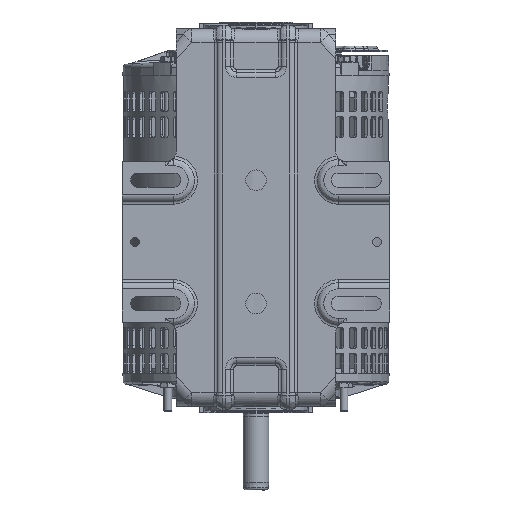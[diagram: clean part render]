
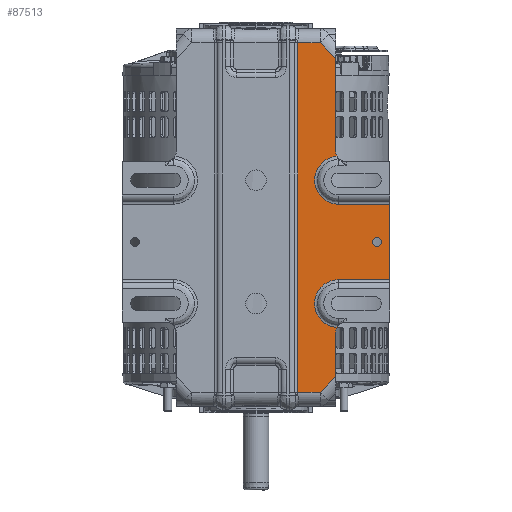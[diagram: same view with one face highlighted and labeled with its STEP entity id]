
A CAD part, front view. The second image highlights one B-rep face of the part: STEP entity #87513.
In plain terms, the highlighted planar face has unit normal (0, -1, 0).
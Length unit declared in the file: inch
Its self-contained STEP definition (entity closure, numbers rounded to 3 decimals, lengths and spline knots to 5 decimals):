
#1165 = VERTEX_POINT ( 'NONE', #63795 ) ;
#2565 = DIRECTION ( 'NONE',  ( 0., 1., 0. ) ) ;
#8063 = ORIENTED_EDGE ( 'NONE', *, *, #29306, .T. ) ;
#8148 = AXIS2_PLACEMENT_3D ( 'NONE', #219117, #185490, #29730 ) ;
#11163 = EDGE_CURVE ( 'NONE', #71329, #127533, #71651, .T. ) ;
#11475 = VERTEX_POINT ( 'NONE', #162810 ) ;
#13415 = CARTESIAN_POINT ( 'NONE',  ( 1.94, -3.378, 11.22699 ) ) ;
#13714 = DIRECTION ( 'NONE',  ( 0., 0., 1. ) ) ;
#14418 =( BOUNDED_CURVE ( )  B_SPLINE_CURVE ( 3, ( #128835, #26237, #196961, #74278 ),
 .UNSPECIFIED., .F., .F. ) 
 B_SPLINE_CURVE_WITH_KNOTS ( ( 4, 4 ),
 ( 0., 1. ),
 .UNSPECIFIED. ) 
 CURVE ( )  GEOMETRIC_REPRESENTATION_ITEM ( )  RATIONAL_B_SPLINE_CURVE ( ( 1., 0.353, 0.353, 1. ) ) 
 REPRESENTATION_ITEM ( '' )  );
#17807 = ORIENTED_EDGE ( 'NONE', *, *, #189798, .F. ) ;
#20252 = DIRECTION ( 'NONE',  ( 0., 0., 1. ) ) ;
#25388 = CARTESIAN_POINT ( 'NONE',  ( 3.25, -3.378, 11.606 ) ) ;
#25678 = DIRECTION ( 'NONE',  ( 0., 1., 0. ) ) ;
#26237 = CARTESIAN_POINT ( 'NONE',  ( 0.90858, -3.378, 5.84473 ) ) ;
#26419 = CARTESIAN_POINT ( 'NONE',  ( 1.01374, -3.378, 3.106 ) ) ;
#26776 = EDGE_CURVE ( 'NONE', #11475, #201452, #100974, .T. ) ;
#27865 = LINE ( 'NONE', #54710, #204711 ) ;
#29306 = EDGE_CURVE ( 'NONE', #217335, #180671, #27865, .T. ) ;
#29730 = DIRECTION ( 'NONE',  ( 0., 0., 1. ) ) ;
#32164 = DIRECTION ( 'NONE',  ( 0., 1., 0. ) ) ;
#32732 = VECTOR ( 'NONE', #125090, 39.37008 ) ;
#38249 = LINE ( 'NONE', #52391, #40854 ) ;
#40854 = VECTOR ( 'NONE', #172302, 39.37008 ) ;
#41635 = CIRCLE ( 'NONE', #132508, 0.25 ) ;
#42694 = EDGE_CURVE ( 'NONE', #44996, #141094, #184112, .T. ) ;
#42764 = CARTESIAN_POINT ( 'NONE',  ( 1.94, -3.378, 3.48501 ) ) ;
#44996 = VERTEX_POINT ( 'NONE', #200506 ) ;
#49637 = CARTESIAN_POINT ( 'NONE',  ( 1.94, -3.378, 12.04 ) ) ;
#52008 = CIRCLE ( 'NONE', #8148, 0.109 ) ;
#52391 = CARTESIAN_POINT ( 'NONE',  ( 3.25, -3.378, 3.106 ) ) ;
#54710 = CARTESIAN_POINT ( 'NONE',  ( 1.94, -3.378, 2.672 ) ) ;
#55893 = VERTEX_POINT ( 'NONE', #193650 ) ;
#57926 = CARTESIAN_POINT ( 'NONE',  ( 2.19, -3.378, 8.964 ) ) ;
#59391 = LINE ( 'NONE', #176064, #32732 ) ;
#62275 = CARTESIAN_POINT ( 'NONE',  ( 1.97084, -3.378, 4.68428 ) ) ;
#63795 = CARTESIAN_POINT ( 'NONE',  ( 1.97084, -3.378, 8.84372 ) ) ;
#70180 = VERTEX_POINT ( 'NONE', #181166 ) ;
#70816 = DIRECTION ( 'NONE',  ( 0., 0., 1. ) ) ;
#71329 = VERTEX_POINT ( 'NONE', #205413 ) ;
#71651 = CIRCLE ( 'NONE', #136895, 0.109 ) ;
#72668 = CARTESIAN_POINT ( 'NONE',  ( 1.97084, -3.378, 8.84372 ) ) ;
#74278 = CARTESIAN_POINT ( 'NONE',  ( 1.97084, -3.378, 4.68428 ) ) ;
#74934 = EDGE_CURVE ( 'NONE', #1165, #194513, #128973, .T. ) ;
#75543 = ORIENTED_EDGE ( 'NONE', *, *, #11163, .T. ) ;
#76239 = EDGE_CURVE ( 'NONE', #1165, #44996, #41635, .T. ) ;
#79163 = VECTOR ( 'NONE', #119228, 39.37008 ) ;
#80492 = EDGE_CURVE ( 'NONE', #194513, #178877, #102303, .T. ) ;
#81160 = PLANE ( 'NONE',  #206725 ) ;
#84662 = ORIENTED_EDGE ( 'NONE', *, *, #26776, .F. ) ;
#85877 = VECTOR ( 'NONE', #110635, 39.37008 ) ;
#87513 = ADVANCED_FACE ( 'NONE', ( #131377, #96649 ), #81160, .F. ) ;
#90214 = VECTOR ( 'NONE', #95139, 39.37008 ) ;
#91442 = ORIENTED_EDGE ( 'NONE', *, *, #42694, .T. ) ;
#91573 = VECTOR ( 'NONE', #178453, 39.37008 ) ;
#95139 = DIRECTION ( 'NONE',  ( 1., 0., 0. ) ) ;
#96649 = FACE_BOUND ( 'NONE', #210410, .T. ) ;
#97928 = ORIENTED_EDGE ( 'NONE', *, *, #76239, .T. ) ;
#100600 = DIRECTION ( 'NONE',  ( 0., 0., 1. ) ) ;
#100974 = LINE ( 'NONE', #25388, #90214 ) ;
#101180 = ORIENTED_EDGE ( 'NONE', *, *, #74934, .F. ) ;
#102303 = LINE ( 'NONE', #212124, #91573 ) ;
#102617 = DIRECTION ( 'NONE',  ( -1., 0., 0. ) ) ;
#106021 = CARTESIAN_POINT ( 'NONE',  ( 2.94, -3.378, 6.764 ) ) ;
#109542 = CARTESIAN_POINT ( 'NONE',  ( 2.94, -3.378, 6.655 ) ) ;
#110635 = DIRECTION ( 'NONE',  ( 0., 0., -1. ) ) ;
#114616 = CARTESIAN_POINT ( 'NONE',  ( 1.94, -3.378, 3.48501 ) ) ;
#115277 = EDGE_CURVE ( 'NONE', #178877, #70180, #191514, .T. ) ;
#116361 = ORIENTED_EDGE ( 'NONE', *, *, #134949, .F. ) ;
#119228 = DIRECTION ( 'NONE',  ( 0., 0., -1. ) ) ;
#120020 = ORIENTED_EDGE ( 'NONE', *, *, #204159, .F. ) ;
#125090 = DIRECTION ( 'NONE',  ( 0.707, 0., -0.707 ) ) ;
#125767 = CARTESIAN_POINT ( 'NONE',  ( 1.56099, -3.378, 11.606 ) ) ;
#127050 = CARTESIAN_POINT ( 'NONE',  ( 2.005, -3.378, 7.68327 ) ) ;
#127533 = VERTEX_POINT ( 'NONE', #109542 ) ;
#128562 = CARTESIAN_POINT ( 'NONE',  ( 3.25, -3.378, 7.68327 ) ) ;
#128835 = CARTESIAN_POINT ( 'NONE',  ( 2.005, -3.378, 5.84473 ) ) ;
#128973 =( BOUNDED_CURVE ( )  B_SPLINE_CURVE ( 3, ( #72668, #210406, #211863, #158720 ),
 .UNSPECIFIED., .F., .F. ) 
 B_SPLINE_CURVE_WITH_KNOTS ( ( 4, 4 ),
 ( 0., 1. ),
 .UNSPECIFIED. ) 
 CURVE ( )  GEOMETRIC_REPRESENTATION_ITEM ( )  RATIONAL_B_SPLINE_CURVE ( ( 1., 0.353, 0.353, 1. ) ) 
 REPRESENTATION_ITEM ( '' )  );
#131377 = FACE_OUTER_BOUND ( 'NONE', #149867, .T. ) ;
#132508 = AXIS2_PLACEMENT_3D ( 'NONE', #57926, #25678, #177783 ) ;
#134949 = EDGE_CURVE ( 'NONE', #201452, #141094, #59391, .T. ) ;
#136548 = EDGE_CURVE ( 'NONE', #11475, #160114, #150025, .T. ) ;
#136895 = AXIS2_PLACEMENT_3D ( 'NONE', #106021, #2565, #70816 ) ;
#138476 = VECTOR ( 'NONE', #13714, 39.37008 ) ;
#141094 = VERTEX_POINT ( 'NONE', #13415 ) ;
#141096 = EDGE_CURVE ( 'NONE', #180671, #202079, #172876, .T. ) ;
#147886 = ORIENTED_EDGE ( 'NONE', *, *, #141096, .T. ) ;
#149004 = CARTESIAN_POINT ( 'NONE',  ( 2.19, -3.378, 4.564 ) ) ;
#149867 = EDGE_LOOP ( 'NONE', ( #214803, #17807, #162399, #8063, #147886, #193551, #120020, #161122, #159619, #101180, #97928, #91442, #116361, #84662 ) ) ;
#150025 = LINE ( 'NONE', #159270, #85877 ) ;
#151196 = CARTESIAN_POINT ( 'NONE',  ( 3.25, -3.378, 5.84473 ) ) ;
#152859 = CARTESIAN_POINT ( 'NONE',  ( 3.25, -3.378, 7.356 ) ) ;
#158334 = VECTOR ( 'NONE', #102617, 39.37008 ) ;
#158515 = AXIS2_PLACEMENT_3D ( 'NONE', #149004, #32164, #184263 ) ;
#158720 = CARTESIAN_POINT ( 'NONE',  ( 2.005, -3.378, 7.68327 ) ) ;
#159270 = CARTESIAN_POINT ( 'NONE',  ( 1.01374, -3.378, 11.856 ) ) ;
#159619 = ORIENTED_EDGE ( 'NONE', *, *, #80492, .F. ) ;
#160114 = VERTEX_POINT ( 'NONE', #26419 ) ;
#161122 = ORIENTED_EDGE ( 'NONE', *, *, #115277, .F. ) ;
#162399 = ORIENTED_EDGE ( 'NONE', *, *, #180821, .F. ) ;
#162810 = CARTESIAN_POINT ( 'NONE',  ( 1.01374, -3.378, 11.606 ) ) ;
#165512 = CARTESIAN_POINT ( 'NONE',  ( 1.94, -3.378, 4.564 ) ) ;
#166689 = EDGE_CURVE ( 'NONE', #127533, #71329, #52008, .T. ) ;
#167156 = VERTEX_POINT ( 'NONE', #176239 ) ;
#172302 = DIRECTION ( 'NONE',  ( -1., 0., 0. ) ) ;
#172876 = CIRCLE ( 'NONE', #158515, 0.25 ) ;
#176064 = CARTESIAN_POINT ( 'NONE',  ( 1.56099, -3.378, 11.606 ) ) ;
#176239 = CARTESIAN_POINT ( 'NONE',  ( 1.56099, -3.378, 3.106 ) ) ;
#177783 = DIRECTION ( 'NONE',  ( 0., 0., 1. ) ) ;
#178453 = DIRECTION ( 'NONE',  ( 1., 0., 0. ) ) ;
#178877 = VERTEX_POINT ( 'NONE', #128562 ) ;
#180671 = VERTEX_POINT ( 'NONE', #165512 ) ;
#180821 = EDGE_CURVE ( 'NONE', #217335, #167156, #207215, .T. ) ;
#181166 = CARTESIAN_POINT ( 'NONE',  ( 3.25, -3.378, 5.84473 ) ) ;
#181297 = DIRECTION ( 'NONE',  ( -0.707, 0., -0.707 ) ) ;
#182452 = LINE ( 'NONE', #151196, #158334 ) ;
#184112 = LINE ( 'NONE', #49637, #138476 ) ;
#184263 = DIRECTION ( 'NONE',  ( 0., 0., 1. ) ) ;
#185490 = DIRECTION ( 'NONE',  ( 0., 1., 0. ) ) ;
#188154 = DIRECTION ( 'NONE',  ( 0., 1., 0. ) ) ;
#189798 = EDGE_CURVE ( 'NONE', #167156, #160114, #38249, .T. ) ;
#191514 = LINE ( 'NONE', #152859, #79163 ) ;
#193551 = ORIENTED_EDGE ( 'NONE', *, *, #216325, .F. ) ;
#193650 = CARTESIAN_POINT ( 'NONE',  ( 2.005, -3.378, 5.84473 ) ) ;
#194513 = VERTEX_POINT ( 'NONE', #127050 ) ;
#196961 = CARTESIAN_POINT ( 'NONE',  ( 0.87632, -3.378, 4.74878 ) ) ;
#200506 = CARTESIAN_POINT ( 'NONE',  ( 1.94, -3.378, 8.964 ) ) ;
#201452 = VERTEX_POINT ( 'NONE', #125767 ) ;
#202079 = VERTEX_POINT ( 'NONE', #62275 ) ;
#204159 = EDGE_CURVE ( 'NONE', #70180, #55893, #182452, .T. ) ;
#204711 = VECTOR ( 'NONE', #20252, 39.37008 ) ;
#205413 = CARTESIAN_POINT ( 'NONE',  ( 2.94, -3.378, 6.873 ) ) ;
#206725 = AXIS2_PLACEMENT_3D ( 'NONE', #220272, #188154, #100600 ) ;
#207215 = LINE ( 'NONE', #114616, #217689 ) ;
#210240 = ORIENTED_EDGE ( 'NONE', *, *, #166689, .T. ) ;
#210406 = CARTESIAN_POINT ( 'NONE',  ( 0.87632, -3.378, 8.77922 ) ) ;
#210410 = EDGE_LOOP ( 'NONE', ( #75543, #210240 ) ) ;
#211863 = CARTESIAN_POINT ( 'NONE',  ( 0.90858, -3.378, 7.68327 ) ) ;
#212124 = CARTESIAN_POINT ( 'NONE',  ( 3.25, -3.378, 7.68327 ) ) ;
#214803 = ORIENTED_EDGE ( 'NONE', *, *, #136548, .T. ) ;
#216325 = EDGE_CURVE ( 'NONE', #55893, #202079, #14418, .T. ) ;
#217335 = VERTEX_POINT ( 'NONE', #42764 ) ;
#217689 = VECTOR ( 'NONE', #181297, 39.37008 ) ;
#219117 = CARTESIAN_POINT ( 'NONE',  ( 2.94, -3.378, 6.764 ) ) ;
#220272 = CARTESIAN_POINT ( 'NONE',  ( 3.25, -3.378, 11.856 ) ) ;
